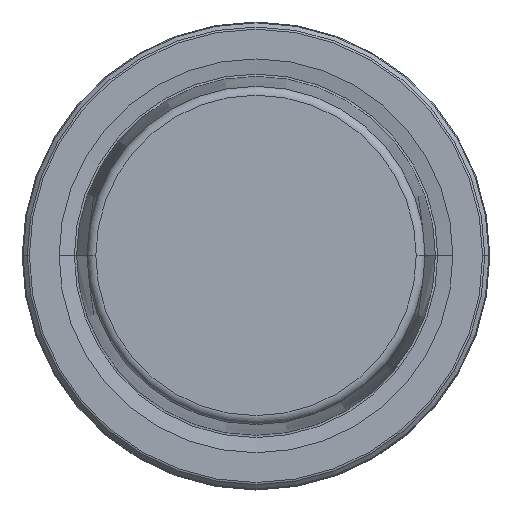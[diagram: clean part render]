
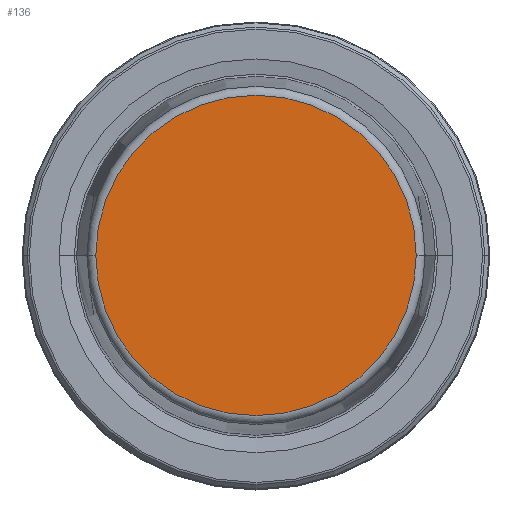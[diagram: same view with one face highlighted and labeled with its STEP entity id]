
A CAD part, top view. The second image highlights one B-rep face of the part: STEP entity #136.
In plain terms, the highlighted planar face has unit normal (0, 0, 1).
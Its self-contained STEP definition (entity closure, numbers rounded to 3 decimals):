
#24 = FACE_OUTER_BOUND ( 'NONE', #1497, .T. ) ;
#136 = ADVANCED_FACE ( 'NONE', ( #24 ), #842, .F. ) ;
#250 = EDGE_CURVE ( 'NONE', #393, #1312, #904, .T. ) ;
#393 = VERTEX_POINT ( 'NONE', #644 ) ;
#444 = EDGE_CURVE ( 'NONE', #1312, #393, #717, .T. ) ;
#644 = CARTESIAN_POINT ( 'NONE',  ( 21.581, 0., 31.9 ) ) ;
#717 = CIRCLE ( 'NONE', #1144, 21.581 ) ;
#784 = AXIS2_PLACEMENT_3D ( 'NONE', #1057, #1495, #1387 ) ;
#842 = PLANE ( 'NONE',  #784 ) ;
#904 = CIRCLE ( 'NONE', #1390, 21.581 ) ;
#1057 = CARTESIAN_POINT ( 'NONE',  ( 0., 0., 31.9 ) ) ;
#1140 = ORIENTED_EDGE ( 'NONE', *, *, #444, .T. ) ;
#1144 = AXIS2_PLACEMENT_3D ( 'NONE', #1244, #1241, #1570 ) ;
#1230 = DIRECTION ( 'NONE',  ( 1., 0., 0. ) ) ;
#1241 = DIRECTION ( 'NONE',  ( 0., 0., 1. ) ) ;
#1244 = CARTESIAN_POINT ( 'NONE',  ( 0., 0., 31.9 ) ) ;
#1312 = VERTEX_POINT ( 'NONE', #1321 ) ;
#1313 = CARTESIAN_POINT ( 'NONE',  ( 0., 0., 31.9 ) ) ;
#1321 = CARTESIAN_POINT ( 'NONE',  ( -21.581, 0., 31.9 ) ) ;
#1331 = ORIENTED_EDGE ( 'NONE', *, *, #250, .T. ) ;
#1387 = DIRECTION ( 'NONE',  ( -1., 0., 0. ) ) ;
#1390 = AXIS2_PLACEMENT_3D ( 'NONE', #1313, #1554, #1230 ) ;
#1495 = DIRECTION ( 'NONE',  ( 0., 0., -1. ) ) ;
#1497 = EDGE_LOOP ( 'NONE', ( #1331, #1140 ) ) ;
#1554 = DIRECTION ( 'NONE',  ( 0., 0., 1. ) ) ;
#1570 = DIRECTION ( 'NONE',  ( 1., 0., 0. ) ) ;
